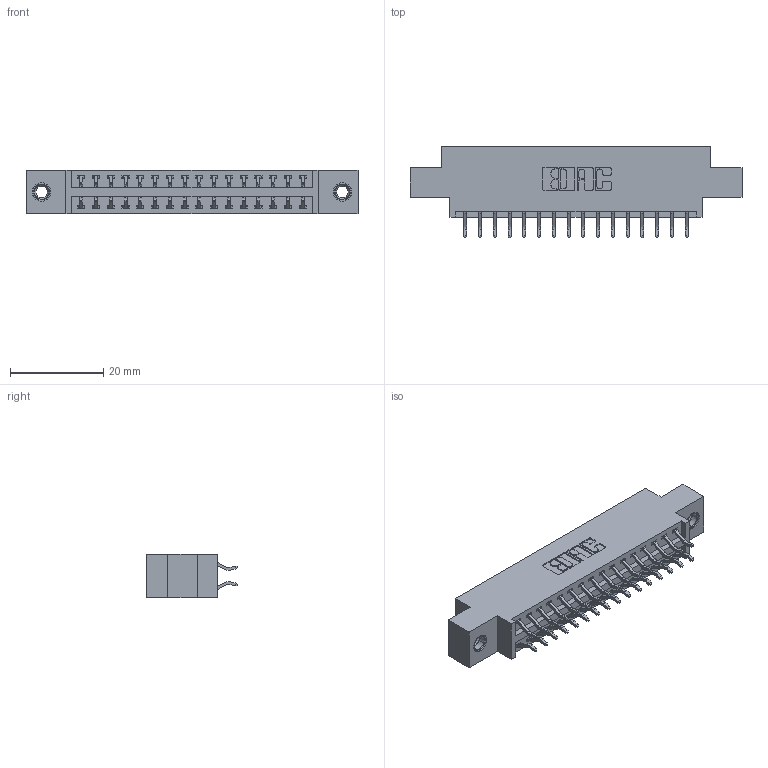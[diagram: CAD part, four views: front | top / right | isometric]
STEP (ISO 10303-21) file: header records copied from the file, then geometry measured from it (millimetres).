
FILE_DESCRIPTION (( 'STEP AP203' ), '1' );
FILE_NAME ('346-032-556-807.STEP', '2022-05-19T18:28:57', ( '' ), ( '' ), 'SwSTEP 2.0', 'SolidWorks 2020', '' );
FILE_SCHEMA (( 'CONFIG_CONTROL_DESIGN' ));
Length unit declared in the file: inch
Products named in the file (4): 345-250-001_345-250-005-103; 346-032-556-807; 346 Part_0.170 Offset - 0.156 Dia-TI; 345-292-001_556 Tail
Assembly tree (35 placements, depth 2):
  346-032-556-807
    346 Part_0.170 Offset - 0.156 Dia-TI
    345-292-001_556 Tail  x32
    345-250-001_345-250-005-103  x2
Bounding box: 71.37 x 19.57 x 9.4 mm (x, y, z)
Volume: 6588.5 mm3; surface area: 8831.4 mm2
Topology: 35 solids, 35 shells, 2042 faces, 6013 edges, 3958 vertices
Faces by surface type: plane 1360, cylinder 666, cone 12, torus 4
Entity records: 15480 total; most frequent: CARTESIAN_POINT 2587, ORIENTED_EDGE 2502, DIRECTION 2345, EDGE_CURVE 1251, LINE 1027, VECTOR 1027, VERTEX_POINT 828, AXIS2_PLACEMENT_3D 659
